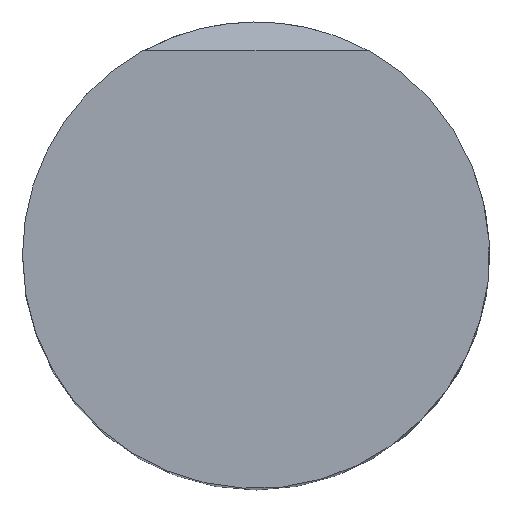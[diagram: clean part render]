
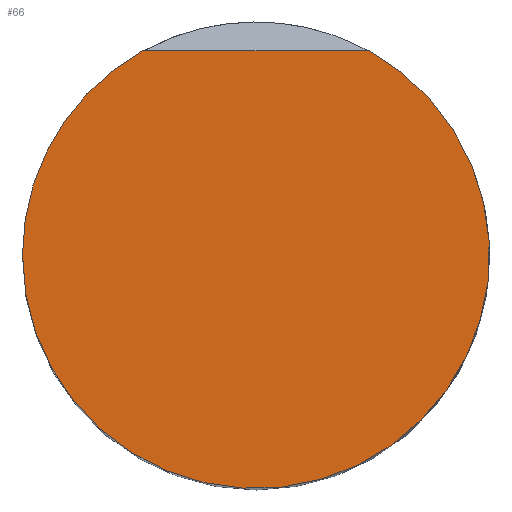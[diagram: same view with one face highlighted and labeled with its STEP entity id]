
A CAD part, top view. The second image highlights one B-rep face of the part: STEP entity #66.
In plain terms, the highlighted planar face has unit normal (0, 0, 1).
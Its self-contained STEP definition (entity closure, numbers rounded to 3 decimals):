
#47=PLANE('',#243);
#55=FACE_OUTER_BOUND('',#107,.T.);
#66=ADVANCED_FACE('',(#55),#47,.T.);
#74=CIRCLE('',#228,16.);
#107=EDGE_LOOP('',(#158,#159));
#118=LINE('',#334,#126);
#126=VECTOR('',#273,1.);
#158=ORIENTED_EDGE('',*,*,#189,.T.);
#159=ORIENTED_EDGE('',*,*,#185,.F.);
#171=VERTEX_POINT('',#326);
#172=VERTEX_POINT('',#328);
#185=EDGE_CURVE('',#171,#172,#74,.T.);
#189=EDGE_CURVE('',#171,#172,#118,.T.);
#228=AXIS2_PLACEMENT_3D('',#327,#265,#266);
#243=AXIS2_PLACEMENT_3D('',#353,#300,#301);
#265=DIRECTION('',(0.,0.,-1.));
#266=DIRECTION('',(1.,0.,0.));
#273=DIRECTION('',(-1.,0.,0.));
#300=DIRECTION('',(0.,0.,1.));
#301=DIRECTION('',(0.,-1.,0.));
#326=CARTESIAN_POINT('',(7.746,14.,60.));
#327=CARTESIAN_POINT('',(0.,0.,60.));
#328=CARTESIAN_POINT('',(-7.746,14.,60.));
#334=CARTESIAN_POINT('',(0.,14.,60.));
#353=CARTESIAN_POINT('',(0.,0.,60.));
